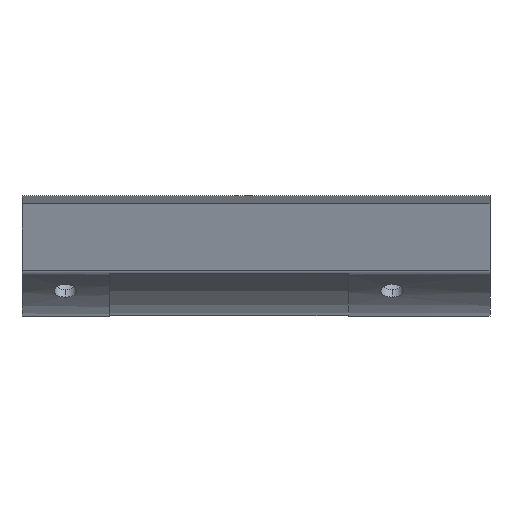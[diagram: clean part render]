
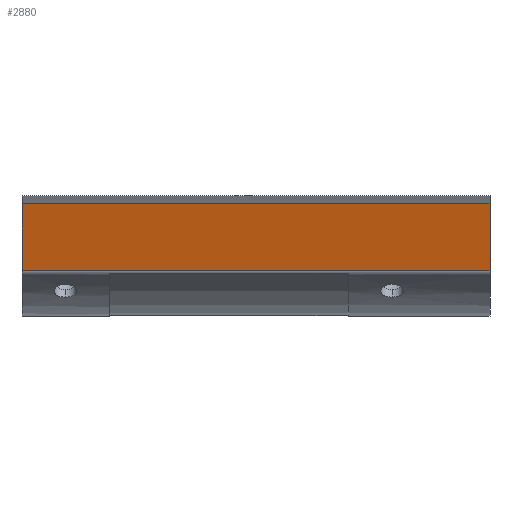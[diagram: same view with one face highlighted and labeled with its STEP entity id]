
A CAD part, left-side view. The second image highlights one B-rep face of the part: STEP entity #2880.
In plain terms, the highlighted planar face has unit normal (-0.966, 0, -0.259).
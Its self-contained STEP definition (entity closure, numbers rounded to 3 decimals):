
#51 = VECTOR ( 'NONE', #475, 1000. ) ;
#166 = VERTEX_POINT ( 'NONE', #878 ) ;
#228 = CARTESIAN_POINT ( 'NONE',  ( -32.333, -109.015, 33.371 ) ) ;
#334 = ORIENTED_EDGE ( 'NONE', *, *, #401, .T. ) ;
#349 = PLANE ( 'NONE',  #2126 ) ;
#401 = EDGE_CURVE ( 'NONE', #661, #2808, #3232, .T. ) ;
#459 = VERTEX_POINT ( 'NONE', #2538 ) ;
#475 = DIRECTION ( 'NONE',  ( -0.259, 0., 0.966 ) ) ;
#503 = DIRECTION ( 'NONE',  ( 0., 1., 0. ) ) ;
#546 = CARTESIAN_POINT ( 'NONE',  ( -28.219, -109.015, 18.015 ) ) ;
#621 = CARTESIAN_POINT ( 'NONE',  ( -28.046, -109.015, 17.371 ) ) ;
#661 = VERTEX_POINT ( 'NONE', #2779 ) ;
#668 = EDGE_CURVE ( 'NONE', #2808, #166, #2411, .T. ) ;
#744 = ORIENTED_EDGE ( 'NONE', *, *, #668, .T. ) ;
#749 = ORIENTED_EDGE ( 'NONE', *, *, #811, .T. ) ;
#811 = EDGE_CURVE ( 'NONE', #459, #661, #2025, .T. ) ;
#867 = LINE ( 'NONE', #2590, #2846 ) ;
#878 = CARTESIAN_POINT ( 'NONE',  ( -32.333, 85., 33.371 ) ) ;
#1030 = VECTOR ( 'NONE', #503, 1000. ) ;
#1327 = VECTOR ( 'NONE', #2645, 1000. ) ;
#1340 = CARTESIAN_POINT ( 'NONE',  ( -32.333, -22.5, 33.371 ) ) ;
#1541 = EDGE_CURVE ( 'NONE', #166, #459, #867, .T. ) ;
#1908 = DIRECTION ( 'NONE',  ( -0.966, 0., -0.259 ) ) ;
#1914 = FACE_OUTER_BOUND ( 'NONE', #2386, .T. ) ;
#2019 = CARTESIAN_POINT ( 'NONE',  ( -28.046, -22.5, 17.371 ) ) ;
#2025 = LINE ( 'NONE', #546, #1327 ) ;
#2126 = AXIS2_PLACEMENT_3D ( 'NONE', #621, #1908, #2165 ) ;
#2165 = DIRECTION ( 'NONE',  ( -0.259, 0., 0.966 ) ) ;
#2386 = EDGE_LOOP ( 'NONE', ( #744, #3073, #749, #334 ) ) ;
#2411 = LINE ( 'NONE', #228, #1030 ) ;
#2538 = CARTESIAN_POINT ( 'NONE',  ( -28.219, 85., 18.015 ) ) ;
#2590 = CARTESIAN_POINT ( 'NONE',  ( -28.046, 85., 17.371 ) ) ;
#2645 = DIRECTION ( 'NONE',  ( 0., -1., 0. ) ) ;
#2779 = CARTESIAN_POINT ( 'NONE',  ( -28.219, -22.5, 18.015 ) ) ;
#2808 = VERTEX_POINT ( 'NONE', #1340 ) ;
#2846 = VECTOR ( 'NONE', #2856, 1000. ) ;
#2856 = DIRECTION ( 'NONE',  ( 0.259, 0., -0.966 ) ) ;
#2880 = ADVANCED_FACE ( 'NONE', ( #1914 ), #349, .T. ) ;
#3073 = ORIENTED_EDGE ( 'NONE', *, *, #1541, .T. ) ;
#3232 = LINE ( 'NONE', #2019, #51 ) ;
